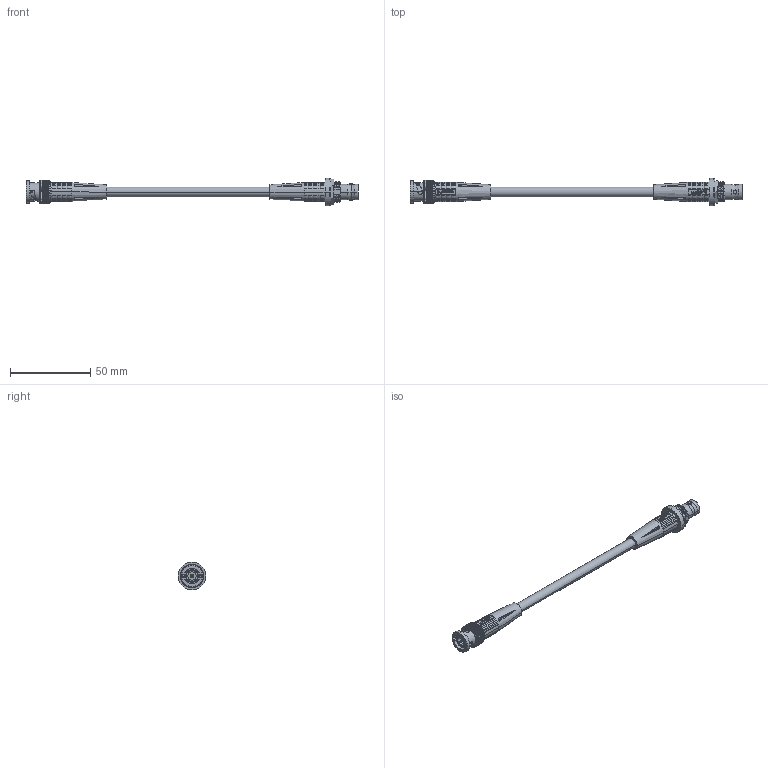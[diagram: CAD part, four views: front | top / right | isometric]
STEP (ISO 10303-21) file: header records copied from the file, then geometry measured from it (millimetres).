
FILE_DESCRIPTION (( 'STEP AP203' ), '1' );
FILE_NAME ('CC58C-MF.STEP', '2020-09-14T01:10:22', ( '' ), ( '' ), 'SwSTEP 2.0', 'SolidWorks 2018', '' );
FILE_SCHEMA (( 'CONFIG_CONTROL_DESIGN' ));
Products named in the file (1): CC58C-MF
Bounding box: 206.48 x 17.3 x 17.3 mm (x, y, z)
Volume: 13343 mm3; surface area: 10313.3 mm2
Topology: 10 solids, 10 shells, 2603 faces, 5967 edges, 3493 vertices
Faces by surface type: bspline 1212, plane 667, cylinder 574, torus 86, cone 56, sphere 8
Entity records: 111683 total; most frequent: CARTESIAN_POINT 66095, ORIENTED_EDGE 11910, DIRECTION 6398, EDGE_CURVE 5955, VERTEX_POINT 3493, EDGE_LOOP 2740, FACE_OUTER_BOUND 2603, ADVANCED_FACE 2603
